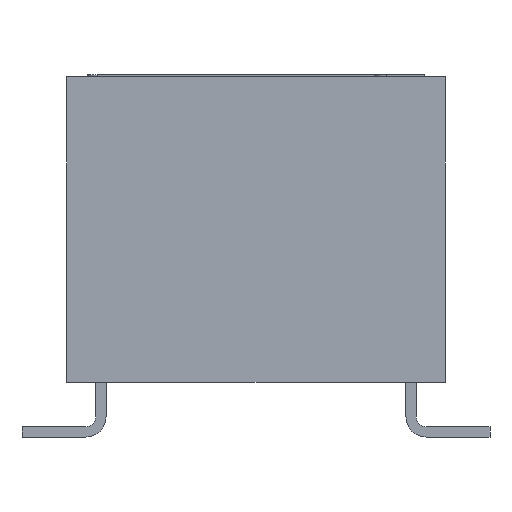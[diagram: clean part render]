
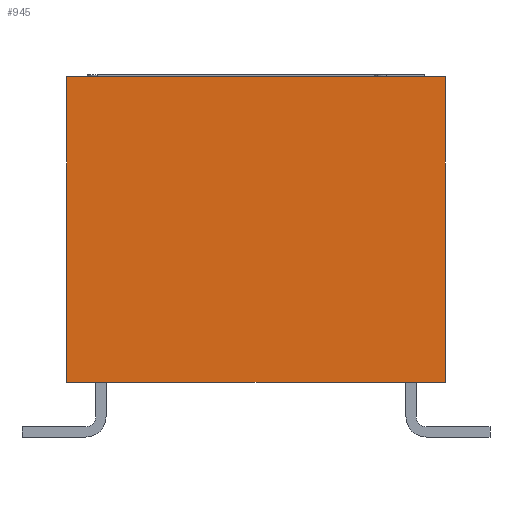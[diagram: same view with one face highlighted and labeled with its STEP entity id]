
A CAD part, front view. The second image highlights one B-rep face of the part: STEP entity #945.
In plain terms, the highlighted planar face has unit normal (0, -1, 0).
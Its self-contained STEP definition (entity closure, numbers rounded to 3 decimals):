
#62 = VERTEX_POINT('',#63);
#63 = CARTESIAN_POINT('',(4.65,-7.15,1.35));
#71 = VERTEX_POINT('',#72);
#72 = CARTESIAN_POINT('',(-4.65,-7.15,1.35));
#78 = EDGE_CURVE('',#62,#71,#79,.T.);
#79 = LINE('',#80,#81);
#80 = CARTESIAN_POINT('',(4.65,-7.15,1.35));
#81 = VECTOR('',#82,1.);
#82 = DIRECTION('',(-1.,0.,0.));
#129 = VERTEX_POINT('',#130);
#130 = CARTESIAN_POINT('',(4.65,-7.15,8.85));
#136 = EDGE_CURVE('',#62,#129,#137,.T.);
#137 = LINE('',#138,#139);
#138 = CARTESIAN_POINT('',(4.65,-7.15,0.));
#139 = VECTOR('',#140,1.);
#140 = DIRECTION('',(0.,0.,1.));
#152 = EDGE_CURVE('',#129,#153,#155,.T.);
#153 = VERTEX_POINT('',#154);
#154 = CARTESIAN_POINT('',(-4.65,-7.15,8.85));
#155 = LINE('',#156,#157);
#156 = CARTESIAN_POINT('',(4.65,-7.15,8.85));
#157 = VECTOR('',#158,1.);
#158 = DIRECTION('',(-1.,0.,0.));
#933 = EDGE_CURVE('',#71,#153,#934,.T.);
#934 = LINE('',#935,#936);
#935 = CARTESIAN_POINT('',(-4.65,-7.15,0.));
#936 = VECTOR('',#937,1.);
#937 = DIRECTION('',(0.,0.,1.));
#945 = ADVANCED_FACE('',(#946),#952,.T.);
#946 = FACE_BOUND('',#947,.T.);
#947 = EDGE_LOOP('',(#948,#949,#950,#951));
#948 = ORIENTED_EDGE('',*,*,#78,.F.);
#949 = ORIENTED_EDGE('',*,*,#136,.T.);
#950 = ORIENTED_EDGE('',*,*,#152,.T.);
#951 = ORIENTED_EDGE('',*,*,#933,.F.);
#952 = PLANE('',#953);
#953 = AXIS2_PLACEMENT_3D('',#954,#955,#956);
#954 = CARTESIAN_POINT('',(4.65,-7.15,0.));
#955 = DIRECTION('',(0.,-1.,0.));
#956 = DIRECTION('',(-1.,0.,0.));
